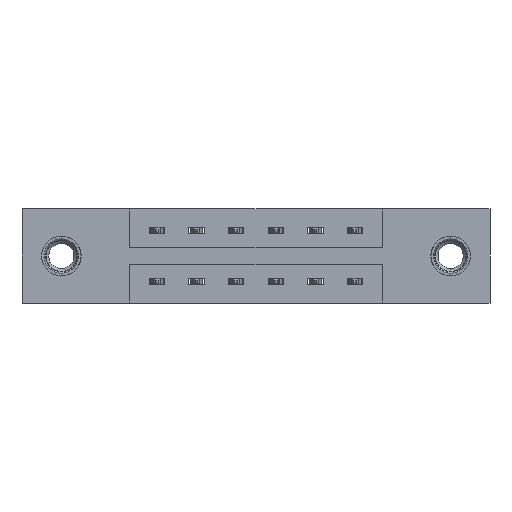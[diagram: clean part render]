
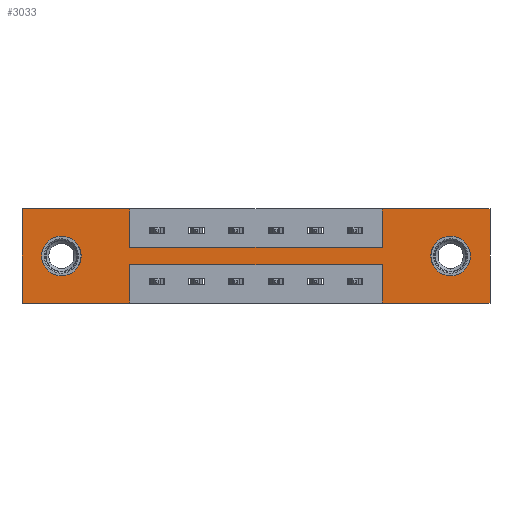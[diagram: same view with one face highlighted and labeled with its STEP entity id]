
A CAD part, front view. The second image highlights one B-rep face of the part: STEP entity #3033.
In plain terms, the highlighted planar face has unit normal (0, -1, 0).
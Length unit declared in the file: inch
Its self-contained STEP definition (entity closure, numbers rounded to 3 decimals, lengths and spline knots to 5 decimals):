
#113 = DIRECTION ( 'NONE',  ( 0., 0., -1. ) ) ;
#223 = DIRECTION ( 'NONE',  ( 0., 0., 1. ) ) ;
#695 = ORIENTED_EDGE ( 'NONE', *, *, #3728, .F. ) ;
#728 = CARTESIAN_POINT ( 'NONE',  ( 1.417, 0., -0.15 ) ) ;
#779 = VECTOR ( 'NONE', #8287, 39.37008 ) ;
#789 = EDGE_CURVE ( 'NONE', #7725, #9401, #10218, .T. ) ;
#835 = DIRECTION ( 'NONE',  ( 0., 0., -1. ) ) ;
#1007 = AXIS2_PLACEMENT_3D ( 'NONE', #10188, #5348, #4383 ) ;
#1017 = EDGE_CURVE ( 'NONE', #2396, #2432, #1670, .T. ) ;
#1027 = VERTEX_POINT ( 'NONE', #8349 ) ;
#1117 = CIRCLE ( 'NONE', #7567, 0.078 ) ;
#1127 = VECTOR ( 'NONE', #5284, 39.37008 ) ;
#1188 = DIRECTION ( 'NONE',  ( 0., 0., -1. ) ) ;
#1235 = VECTOR ( 'NONE', #9338, 39.37008 ) ;
#1391 = LINE ( 'NONE', #6114, #5136 ) ;
#1670 = LINE ( 'NONE', #2547, #10326 ) ;
#1723 = CARTESIAN_POINT ( 'NONE',  ( 0.425, 0., 0. ) ) ;
#1782 = CARTESIAN_POINT ( 'NONE',  ( 1.842, 0., 0. ) ) ;
#1895 = VERTEX_POINT ( 'NONE', #2665 ) ;
#1952 = AXIS2_PLACEMENT_3D ( 'NONE', #5512, #7007, #3809 ) ;
#2024 = LINE ( 'NONE', #2117, #1235 ) ;
#2117 = CARTESIAN_POINT ( 'NONE',  ( 1.417, 0., -0.37 ) ) ;
#2185 = VECTOR ( 'NONE', #8131, 39.37008 ) ;
#2300 = EDGE_CURVE ( 'NONE', #3035, #5569, #1117, .T. ) ;
#2312 = VECTOR ( 'NONE', #6206, 39.37008 ) ;
#2396 = VERTEX_POINT ( 'NONE', #1723 ) ;
#2432 = VERTEX_POINT ( 'NONE', #6810 ) ;
#2473 = VERTEX_POINT ( 'NONE', #728 ) ;
#2521 = AXIS2_PLACEMENT_3D ( 'NONE', #5870, #8267, #223 ) ;
#2547 = CARTESIAN_POINT ( 'NONE',  ( 0.425, 0., 0. ) ) ;
#2580 = EDGE_CURVE ( 'NONE', #2473, #8590, #3177, .T. ) ;
#2665 = CARTESIAN_POINT ( 'NONE',  ( 1.417, 0., -0.22 ) ) ;
#2845 = PLANE ( 'NONE',  #1007 ) ;
#2953 = DIRECTION ( 'NONE',  ( 1., 0., 0. ) ) ;
#3033 = ADVANCED_FACE ( 'NONE', ( #9901, #9639, #5990 ), #2845, .T. ) ;
#3035 = VERTEX_POINT ( 'NONE', #5277 ) ;
#3102 = VERTEX_POINT ( 'NONE', #8084 ) ;
#3177 = LINE ( 'NONE', #7105, #6736 ) ;
#3320 = DIRECTION ( 'NONE',  ( 0., 1., 0. ) ) ;
#3355 = DIRECTION ( 'NONE',  ( 0., 1., 0. ) ) ;
#3378 = ORIENTED_EDGE ( 'NONE', *, *, #9805, .T. ) ;
#3381 = EDGE_CURVE ( 'NONE', #9401, #2396, #6347, .T. ) ;
#3416 = ORIENTED_EDGE ( 'NONE', *, *, #789, .F. ) ;
#3591 = ORIENTED_EDGE ( 'NONE', *, *, #2580, .F. ) ;
#3728 = EDGE_CURVE ( 'NONE', #4326, #7990, #5983, .T. ) ;
#3809 = DIRECTION ( 'NONE',  ( 0., 0., -1. ) ) ;
#3961 = ORIENTED_EDGE ( 'NONE', *, *, #3381, .F. ) ;
#3975 = AXIS2_PLACEMENT_3D ( 'NONE', #8178, #3320, #9006 ) ;
#4091 = ORIENTED_EDGE ( 'NONE', *, *, #2300, .T. ) ;
#4110 = CARTESIAN_POINT ( 'NONE',  ( 1.842, 0., 0. ) ) ;
#4237 = ORIENTED_EDGE ( 'NONE', *, *, #5255, .F. ) ;
#4295 = EDGE_CURVE ( 'NONE', #3102, #1027, #8354, .T. ) ;
#4326 = VERTEX_POINT ( 'NONE', #1782 ) ;
#4383 = DIRECTION ( 'NONE',  ( 0., 0., -1. ) ) ;
#4486 = EDGE_CURVE ( 'NONE', #1027, #3102, #9616, .T. ) ;
#4492 = CARTESIAN_POINT ( 'NONE',  ( 0., 0., 0. ) ) ;
#4567 = VECTOR ( 'NONE', #2953, 39.37008 ) ;
#4777 = CARTESIAN_POINT ( 'NONE',  ( 0., 0., 0. ) ) ;
#4877 = ORIENTED_EDGE ( 'NONE', *, *, #4486, .T. ) ;
#5046 = VERTEX_POINT ( 'NONE', #5709 ) ;
#5115 = CARTESIAN_POINT ( 'NONE',  ( 1.687, 0., -0.107 ) ) ;
#5136 = VECTOR ( 'NONE', #1188, 39.37008 ) ;
#5169 = EDGE_LOOP ( 'NONE', ( #3378, #4091 ) ) ;
#5255 = EDGE_CURVE ( 'NONE', #7848, #7725, #6922, .T. ) ;
#5277 = CARTESIAN_POINT ( 'NONE',  ( 1.687, 0., -0.263 ) ) ;
#5284 = DIRECTION ( 'NONE',  ( 1., 0., 0. ) ) ;
#5348 = DIRECTION ( 'NONE',  ( 0., -1., 0. ) ) ;
#5361 = ORIENTED_EDGE ( 'NONE', *, *, #6630, .F. ) ;
#5379 = LINE ( 'NONE', #7674, #1127 ) ;
#5453 = ORIENTED_EDGE ( 'NONE', *, *, #8439, .F. ) ;
#5512 = CARTESIAN_POINT ( 'NONE',  ( 1.687, 0., -0.185 ) ) ;
#5569 = VERTEX_POINT ( 'NONE', #5115 ) ;
#5599 = VECTOR ( 'NONE', #6407, 39.37008 ) ;
#5687 = CARTESIAN_POINT ( 'NONE',  ( 1.417, 0., 0. ) ) ;
#5689 = EDGE_CURVE ( 'NONE', #5046, #7848, #1391, .T. ) ;
#5709 = CARTESIAN_POINT ( 'NONE',  ( 0.425, 0., -0.22 ) ) ;
#5744 = DIRECTION ( 'NONE',  ( 0., 0., -1. ) ) ;
#5766 = VECTOR ( 'NONE', #7958, 39.37008 ) ;
#5870 = CARTESIAN_POINT ( 'NONE',  ( 0.155, 0., -0.185 ) ) ;
#5910 = LINE ( 'NONE', #8102, #2185 ) ;
#5983 = LINE ( 'NONE', #4110, #7602 ) ;
#5990 = FACE_OUTER_BOUND ( 'NONE', #8843, .T. ) ;
#6114 = CARTESIAN_POINT ( 'NONE',  ( 0.425, 0., -0.37 ) ) ;
#6206 = DIRECTION ( 'NONE',  ( -1., 0., 0. ) ) ;
#6211 = CARTESIAN_POINT ( 'NONE',  ( 0., 0., 0. ) ) ;
#6262 = EDGE_CURVE ( 'NONE', #2432, #2473, #5379, .T. ) ;
#6347 = LINE ( 'NONE', #4492, #4567 ) ;
#6407 = DIRECTION ( 'NONE',  ( 1., 0., 0. ) ) ;
#6505 = ORIENTED_EDGE ( 'NONE', *, *, #4295, .T. ) ;
#6507 = CARTESIAN_POINT ( 'NONE',  ( 1.687, 0., -0.185 ) ) ;
#6608 = ORIENTED_EDGE ( 'NONE', *, *, #6262, .F. ) ;
#6609 = CARTESIAN_POINT ( 'NONE',  ( 1.842, 0., -0.37 ) ) ;
#6630 = EDGE_CURVE ( 'NONE', #8590, #4326, #9917, .T. ) ;
#6736 = VECTOR ( 'NONE', #8760, 39.37008 ) ;
#6810 = CARTESIAN_POINT ( 'NONE',  ( 0.425, 0., -0.15 ) ) ;
#6922 = LINE ( 'NONE', #10228, #2312 ) ;
#7007 = DIRECTION ( 'NONE',  ( 0., 1., 0. ) ) ;
#7105 = CARTESIAN_POINT ( 'NONE',  ( 1.417, 0., 0. ) ) ;
#7149 = CARTESIAN_POINT ( 'NONE',  ( 0., 0., -0.37 ) ) ;
#7567 = AXIS2_PLACEMENT_3D ( 'NONE', #6507, #3355, #835 ) ;
#7602 = VECTOR ( 'NONE', #5744, 39.37008 ) ;
#7674 = CARTESIAN_POINT ( 'NONE',  ( 0.425, 0., -0.15 ) ) ;
#7725 = VERTEX_POINT ( 'NONE', #10011 ) ;
#7848 = VERTEX_POINT ( 'NONE', #9438 ) ;
#7919 = LINE ( 'NONE', #7149, #5766 ) ;
#7958 = DIRECTION ( 'NONE',  ( -1., 0., 0. ) ) ;
#7990 = VERTEX_POINT ( 'NONE', #6609 ) ;
#8084 = CARTESIAN_POINT ( 'NONE',  ( 0.155, 0., -0.263 ) ) ;
#8102 = CARTESIAN_POINT ( 'NONE',  ( 0.425, 0., -0.22 ) ) ;
#8131 = DIRECTION ( 'NONE',  ( -1., 0., 0. ) ) ;
#8178 = CARTESIAN_POINT ( 'NONE',  ( 0.155, 0., -0.185 ) ) ;
#8267 = DIRECTION ( 'NONE',  ( 0., 1., 0. ) ) ;
#8287 = DIRECTION ( 'NONE',  ( 0., 0., 1. ) ) ;
#8335 = ORIENTED_EDGE ( 'NONE', *, *, #10270, .F. ) ;
#8349 = CARTESIAN_POINT ( 'NONE',  ( 0.155, 0., -0.107 ) ) ;
#8354 = CIRCLE ( 'NONE', #2521, 0.078 ) ;
#8406 = CARTESIAN_POINT ( 'NONE',  ( 1.417, 0., -0.37 ) ) ;
#8439 = EDGE_CURVE ( 'NONE', #7990, #9055, #7919, .T. ) ;
#8590 = VERTEX_POINT ( 'NONE', #5687 ) ;
#8645 = EDGE_CURVE ( 'NONE', #1895, #5046, #5910, .T. ) ;
#8760 = DIRECTION ( 'NONE',  ( 0., 0., 1. ) ) ;
#8843 = EDGE_LOOP ( 'NONE', ( #9576, #9990, #8335, #5453, #695, #5361, #3591, #6608, #9356, #3961, #3416, #4237 ) ) ;
#9006 = DIRECTION ( 'NONE',  ( 0., 0., 1. ) ) ;
#9055 = VERTEX_POINT ( 'NONE', #8406 ) ;
#9299 = CIRCLE ( 'NONE', #1952, 0.078 ) ;
#9338 = DIRECTION ( 'NONE',  ( 0., 0., 1. ) ) ;
#9356 = ORIENTED_EDGE ( 'NONE', *, *, #1017, .F. ) ;
#9401 = VERTEX_POINT ( 'NONE', #6211 ) ;
#9438 = CARTESIAN_POINT ( 'NONE',  ( 0.425, 0., -0.37 ) ) ;
#9576 = ORIENTED_EDGE ( 'NONE', *, *, #5689, .F. ) ;
#9616 = CIRCLE ( 'NONE', #3975, 0.078 ) ;
#9639 = FACE_BOUND ( 'NONE', #9823, .T. ) ;
#9805 = EDGE_CURVE ( 'NONE', #5569, #3035, #9299, .T. ) ;
#9823 = EDGE_LOOP ( 'NONE', ( #4877, #6505 ) ) ;
#9901 = FACE_BOUND ( 'NONE', #5169, .T. ) ;
#9917 = LINE ( 'NONE', #4777, #5599 ) ;
#9990 = ORIENTED_EDGE ( 'NONE', *, *, #8645, .F. ) ;
#10011 = CARTESIAN_POINT ( 'NONE',  ( 0., 0., -0.37 ) ) ;
#10188 = CARTESIAN_POINT ( 'NONE',  ( 0., 0., -0.37 ) ) ;
#10218 = LINE ( 'NONE', #10470, #779 ) ;
#10228 = CARTESIAN_POINT ( 'NONE',  ( 0., 0., -0.37 ) ) ;
#10270 = EDGE_CURVE ( 'NONE', #9055, #1895, #2024, .T. ) ;
#10326 = VECTOR ( 'NONE', #113, 39.37008 ) ;
#10470 = CARTESIAN_POINT ( 'NONE',  ( 0., 0., 0. ) ) ;
